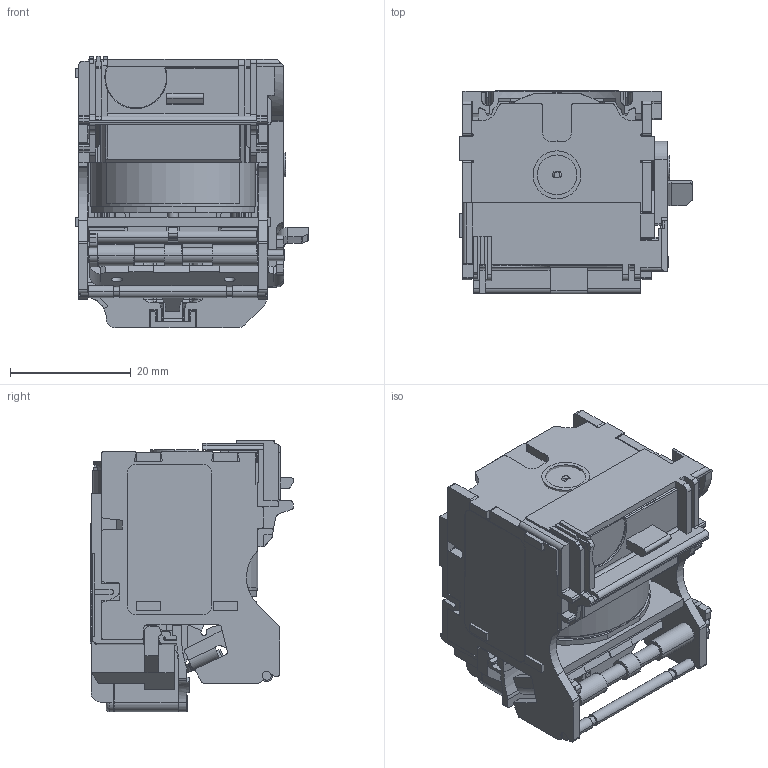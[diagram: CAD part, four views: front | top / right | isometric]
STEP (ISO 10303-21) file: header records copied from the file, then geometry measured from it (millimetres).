
FILE_DESCRIPTION((''),'2;1');
FILE_NAME('PB120468_ASM','2021-01-26T15:03:38',('danae.lavaud'),(''),'CREO PARAMETRIC BY PTC INC, 2018260','CREO PARAMETRIC BY PTC INC, 2018260','');
FILE_SCHEMA(('CONFIG_CONTROL_DESIGN'));
Length unit declared in the file: millimetre
Products named in the file (24): 0099442200_1_1; 0099443200_1_1; 0099442900_1_1; 0099443000_1_1; 0099443400_1_1; 0099443700_1_1; 0099443500_1_1; 0099444800_1_1; 0099444700_1_1; 0099442600_1_1; 0099445300_1_1; 0099871100_1_1; 0099443600_1_1; 0099443800_1_1; 0099444000_1_1; GDE9970101_1_1; EAV9038701_1_1; QUASAR_MN_MX_BOBINAGE_1_1; QUASAR_MN_MX_ETIQUETTE_BOBINE_1; NNZ8002401_1_1; PRT0005; NNZ3056001_ASM_1_ASM_1_ASM; NNZ3056001_23_11_2020ASM_ASM_1_ASM; PB120468_ASM
Assembly tree (25 placements, depth 4):
  PB120468_ASM
    NNZ3056001_23_11_2020ASM_ASM_1_ASM
      NNZ3056001_ASM_1_ASM_1_ASM
        0099442200_1_1  x2
        0099443200_1_1  x2
        0099442900_1_1
        0099443000_1_1
        0099443400_1_1
        0099443700_1_1
        0099443500_1_1
        0099444800_1_1
        0099444700_1_1
        0099442600_1_1
        0099445300_1_1
        0099871100_1_1
        0099443600_1_1
        0099443800_1_1
        0099444000_1_1
        GDE9970101_1_1
        EAV9038701_1_1
        QUASAR_MN_MX_BOBINAGE_1_1
        QUASAR_MN_MX_ETIQUETTE_BOBINE_1
        NNZ8002401_1_1
        PRT0005
Bounding box: 38.5 x 33.76 x 45 mm (x, y, z)
Volume: 23614 mm3; surface area: 29814.5 mm2
Topology: 23 solids, 25 shells, 1628 faces, 4669 edges, 3102 vertices
Faces by surface type: plane 973, cylinder 561, bspline 31, torus 30, cone 27, sphere 4, extrusion 2
Entity records: 52084 total; most frequent: CARTESIAN_POINT 11949, ORIENTED_EDGE 8530, DIRECTION 8182, EDGE_CURVE 4269, VECTOR 2928, LINE 2926, VERTEX_POINT 2838, AXIS2_PLACEMENT_3D 2627
